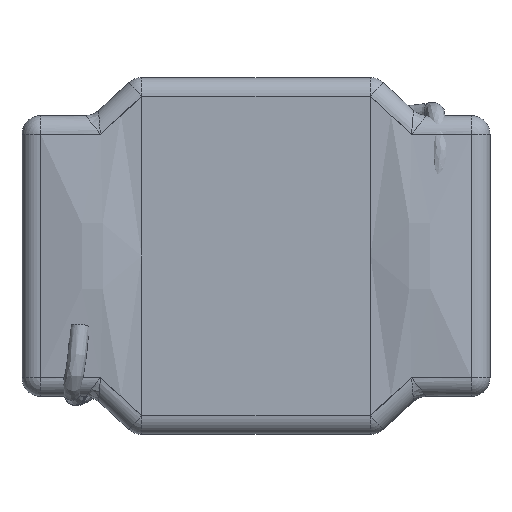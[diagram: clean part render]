
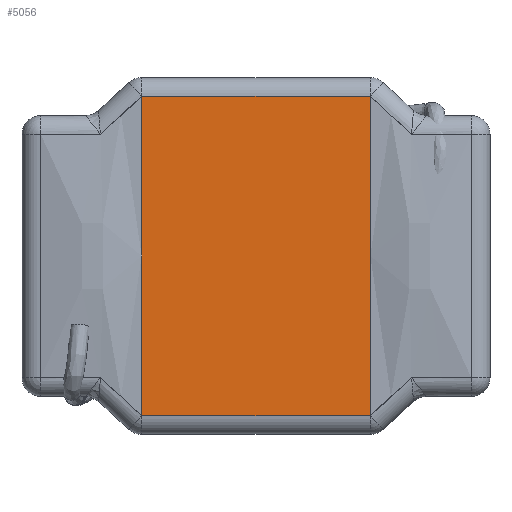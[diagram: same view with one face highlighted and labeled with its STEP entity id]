
A CAD part, front view. The second image highlights one B-rep face of the part: STEP entity #5056.
In plain terms, the highlighted planar face has unit normal (0, -1, 0).
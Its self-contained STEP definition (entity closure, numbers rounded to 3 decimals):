
#413 = CARTESIAN_POINT ( 'NONE',  ( 0., 0., 0. ) ) ;
#549 = EDGE_CURVE ( 'NONE', #1515, #7606, #5679, .T. ) ;
#735 = CARTESIAN_POINT ( 'NONE',  ( -0.65, 0., 0.853 ) ) ;
#1032 = LINE ( 'NONE', #735, #6364 ) ;
#1147 = VECTOR ( 'NONE', #6345, 1000. ) ;
#1515 = VERTEX_POINT ( 'NONE', #6975 ) ;
#1619 = VERTEX_POINT ( 'NONE', #7815 ) ;
#1694 = EDGE_CURVE ( 'NONE', #1515, #5734, #2570, .T. ) ;
#2141 = ORIENTED_EDGE ( 'NONE', *, *, #549, .T. ) ;
#2245 = PLANE ( 'NONE',  #7783 ) ;
#2271 = EDGE_LOOP ( 'NONE', ( #2141, #6250, #3661, #3633 ) ) ;
#2513 = EDGE_CURVE ( 'NONE', #1619, #5734, #1032, .T. ) ;
#2570 = LINE ( 'NONE', #6171, #6060 ) ;
#2844 = DIRECTION ( 'NONE',  ( 0., -1., 0. ) ) ;
#3579 = CARTESIAN_POINT ( 'NONE',  ( 0.611, 0., 0.853 ) ) ;
#3633 = ORIENTED_EDGE ( 'NONE', *, *, #1694, .F. ) ;
#3661 = ORIENTED_EDGE ( 'NONE', *, *, #2513, .T. ) ;
#4157 = DIRECTION ( 'NONE',  ( 0., 0., -1. ) ) ;
#4673 = CARTESIAN_POINT ( 'NONE',  ( -0.611, -0.001, 0.853 ) ) ;
#4704 = DIRECTION ( 'NONE',  ( 0., 0., -1. ) ) ;
#4894 = DIRECTION ( 'NONE',  ( 0., 0., 1. ) ) ;
#5016 = DIRECTION ( 'NONE',  ( -1., 0., 0. ) ) ;
#5056 = ADVANCED_FACE ( 'NONE', ( #6540 ), #2245, .T. ) ;
#5073 = CARTESIAN_POINT ( 'NONE',  ( 0.65, 0., -0.853 ) ) ;
#5278 = VECTOR ( 'NONE', #4157, 1000. ) ;
#5605 = CARTESIAN_POINT ( 'NONE',  ( 0.611, -0.001, -0.853 ) ) ;
#5679 = LINE ( 'NONE', #5073, #1147 ) ;
#5734 = VERTEX_POINT ( 'NONE', #4673 ) ;
#6060 = VECTOR ( 'NONE', #4894, 1000. ) ;
#6171 = CARTESIAN_POINT ( 'NONE',  ( -0.611, 0., 0.853 ) ) ;
#6250 = ORIENTED_EDGE ( 'NONE', *, *, #6306, .F. ) ;
#6306 = EDGE_CURVE ( 'NONE', #1619, #7606, #7244, .T. ) ;
#6345 = DIRECTION ( 'NONE',  ( 1., 0., 0. ) ) ;
#6364 = VECTOR ( 'NONE', #5016, 1000. ) ;
#6540 = FACE_OUTER_BOUND ( 'NONE', #2271, .T. ) ;
#6975 = CARTESIAN_POINT ( 'NONE',  ( -0.611, -0.001, -0.853 ) ) ;
#7244 = LINE ( 'NONE', #3579, #5278 ) ;
#7606 = VERTEX_POINT ( 'NONE', #5605 ) ;
#7783 = AXIS2_PLACEMENT_3D ( 'NONE', #413, #2844, #4704 ) ;
#7815 = CARTESIAN_POINT ( 'NONE',  ( 0.611, -0.001, 0.853 ) ) ;
